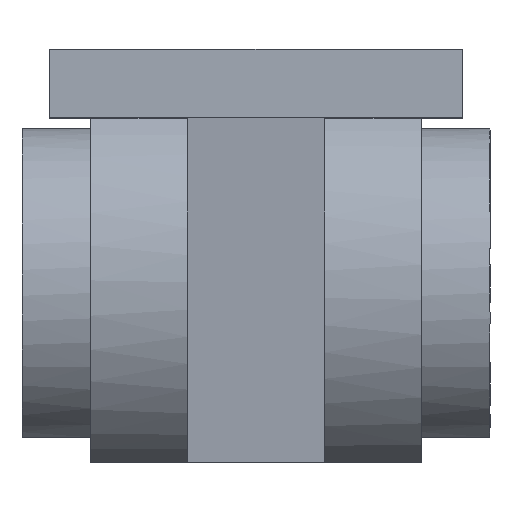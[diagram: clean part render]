
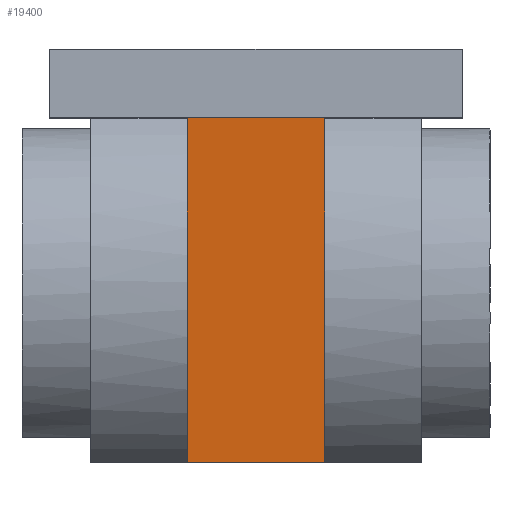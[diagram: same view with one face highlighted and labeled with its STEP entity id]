
A CAD part, top view. The second image highlights one B-rep face of the part: STEP entity #19400.
In plain terms, the highlighted free-form (B-spline) face has degree [1, 1] with [2, 2] control points.
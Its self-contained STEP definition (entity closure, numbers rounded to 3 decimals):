
#13020 = CARTESIAN_POINT ('', (-10., -10., 41.999));
#13030 = VERTEX_POINT ('', #13020);
#13090 = CARTESIAN_POINT ('', (10., -10., 41.999));
#13100 = VERTEX_POINT ('', #13090);
#13110 = CARTESIAN_POINT ('', (-10., -10., 41.999));
#13120 = CARTESIAN_POINT ('', (10., -10., 41.999));
#13130 = B_SPLINE_CURVE_WITH_KNOTS ('', 1, (#13110, #13120), .UNSPECIFIED., .F., .U., (2, 2), (0., 1.), .UNSPECIFIED.);
#13140 = EDGE_CURVE ('', #13030, #13100, #13130, .T.);
#15000 = CARTESIAN_POINT ('', (10., -60., 37.625));
#15010 = VERTEX_POINT ('', #15000);
#15070 = CARTESIAN_POINT ('', (-10., -60., 37.625));
#15080 = VERTEX_POINT ('', #15070);
#15090 = CARTESIAN_POINT ('', (-10., -60., 37.625));
#15100 = CARTESIAN_POINT ('', (10., -60., 37.625));
#15110 = B_SPLINE_CURVE_WITH_KNOTS ('', 1, (#15090, #15100), .UNSPECIFIED., .F., .U., (2, 2), (0., 1.), .UNSPECIFIED.);
#15120 = EDGE_CURVE ('', #15080, #15010, #15110, .T.);
#19100 = CARTESIAN_POINT ('', (10., -60., 37.625));
#19110 = CARTESIAN_POINT ('', (10., -10., 41.999));
#19120 = B_SPLINE_CURVE_WITH_KNOTS ('', 1, (#19100, #19110), .UNSPECIFIED., .F., .U., (2, 2), (0., 1.), .UNSPECIFIED.);
#19130 = EDGE_CURVE ('', #15010, #13100, #19120, .T.);
#19250 = ORIENTED_EDGE ('', *, *, #13140, .F.);
#19260 = CARTESIAN_POINT ('', (-10., -10., 41.999));
#19270 = CARTESIAN_POINT ('', (-10., -60., 37.625));
#19280 = B_SPLINE_CURVE_WITH_KNOTS ('', 1, (#19260, #19270), .UNSPECIFIED., .F., .U., (2, 2), (0., 1.), .UNSPECIFIED.);
#19290 = EDGE_CURVE ('', #13030, #15080, #19280, .T.);
#19300 = ORIENTED_EDGE ('', *, *, #19290, .T.);
#19310 = ORIENTED_EDGE ('', *, *, #15120, .T.);
#19320 = ORIENTED_EDGE ('', *, *, #19130, .T.);
#19330 = EDGE_LOOP ('', (#19250, #19300, #19310, #19320));
#19340 = FACE_OUTER_BOUND ('', #19330, .T.);
#19350 = CARTESIAN_POINT ('', (10., -60., 37.625));
#19360 = CARTESIAN_POINT ('', (-10., -60., 37.625));
#19370 = CARTESIAN_POINT ('', (10., -10., 41.999));
#19380 = CARTESIAN_POINT ('', (-10., -10., 41.999));
#19390 = B_SPLINE_SURFACE_WITH_KNOTS ('', 1, 1, ((#19350, #19360), (#19370, #19380)), .UNSPECIFIED., .F., .F., .U., (2, 2), (2, 2), (0., 1.), (0., 1.), .UNSPECIFIED.);
#19400 = ADVANCED_FACE ('', (#19340), #19390, .T.);
